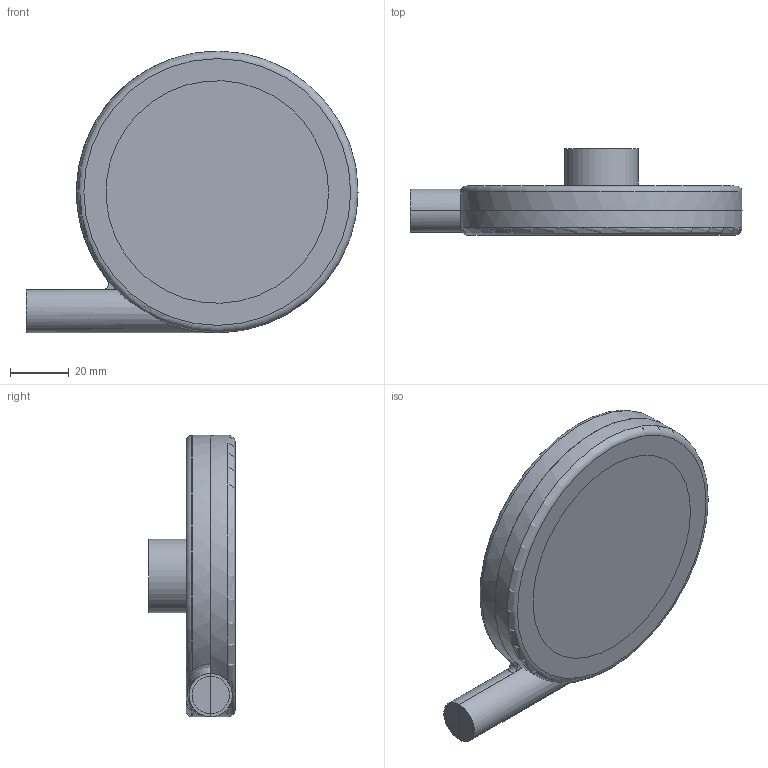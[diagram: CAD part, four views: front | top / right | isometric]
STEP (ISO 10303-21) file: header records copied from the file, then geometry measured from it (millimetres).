
FILE_DESCRIPTION(/* description */ (''),/* implementation_level */ '2;1');
FILE_NAME(/* name */ 'EnsambleRadial.stp',/* time_stamp */ '2020-04-19T00:01:13+02:00',/* author */ ('Mathew'),/* organization */ (''),/* preprocessor_version */ 'ST-DEVELOPER v16.5',/* originating_system */ 'Autodesk Inventor 2017',/* authorisation */ '');
FILE_SCHEMA (('AUTOMOTIVE_DESIGN { 1 0 10303 214 3 1 1 }'));
Length unit declared in the file: millimetre
Products named in the file (6): EnsambleRadial; CarcasaButtom; CarcasaUp; CarcasaUpFull; CarcasaButtomFull; PropellerRadial
Assembly tree (5 placements, depth 2):
  EnsambleRadial
    CarcasaButtom
    CarcasaUp
    CarcasaUpFull
    CarcasaButtomFull
    PropellerRadial
Bounding box: 112.83 x 29.4 x 95.66 mm (x, y, z)
Volume: 172123.5 mm3; surface area: 102671.7 mm2
Topology: 5 solids, 5 shells, 112 faces, 280 edges, 180 vertices
Faces by surface type: plane 55, cylinder 44, bspline 7, torus 6
Full cylindrical faces by diameter (mm): 19 x1, 25 x2, 75.66 x1
Entity records: 4274 total; most frequent: CARTESIAN_POINT 1507, DIRECTION 589, ORIENTED_EDGE 524, EDGE_CURVE 262, AXIS2_PLACEMENT_3D 244, VERTEX_POINT 170, CIRCLE 128, EDGE_LOOP 124
